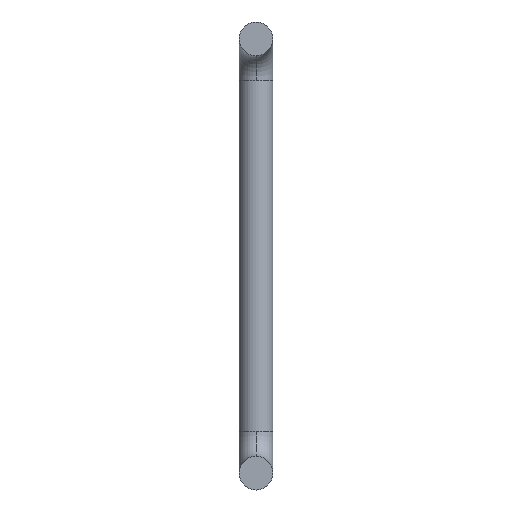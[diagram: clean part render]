
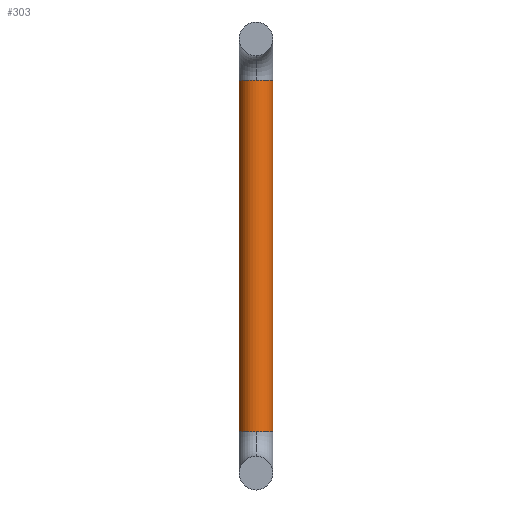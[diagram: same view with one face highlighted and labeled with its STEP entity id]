
A CAD part, front view. The second image highlights one B-rep face of the part: STEP entity #303.
In plain terms, the highlighted cylindrical face has radius 1.63 mm (diameter 3.26 mm), a partial arc.
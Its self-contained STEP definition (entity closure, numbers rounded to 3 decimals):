
#6 = CYLINDRICAL_SURFACE ( 'NONE', #100, 1.63 ) ;
#7 = EDGE_CURVE ( 'NONE', #224, #256, #332, .T. ) ;
#11 = DIRECTION ( 'NONE',  ( 1., 0., 0. ) ) ;
#13 = CARTESIAN_POINT ( 'NONE',  ( 0., 0., -17. ) ) ;
#15 = EDGE_CURVE ( 'NONE', #196, #277, #416, .T. ) ;
#25 = CIRCLE ( 'NONE', #45, 1.63 ) ;
#34 = EDGE_CURVE ( 'NONE', #387, #215, #99, .T. ) ;
#37 = CIRCLE ( 'NONE', #118, 1.63 ) ;
#40 = CARTESIAN_POINT ( 'NONE',  ( 0., 0., -17. ) ) ;
#44 = CARTESIAN_POINT ( 'NONE',  ( 1.63, 0., 17. ) ) ;
#45 = AXIS2_PLACEMENT_3D ( 'NONE', #234, #124, #379 ) ;
#50 = EDGE_LOOP ( 'NONE', ( #123, #370, #312, #81, #245, #253 ) ) ;
#65 = CARTESIAN_POINT ( 'NONE',  ( -1.63, 0., 17. ) ) ;
#68 = CARTESIAN_POINT ( 'NONE',  ( 0., -1.63, 17. ) ) ;
#74 = CARTESIAN_POINT ( 'NONE',  ( 0., 0., 17. ) ) ;
#81 = ORIENTED_EDGE ( 'NONE', *, *, #261, .T. ) ;
#87 = AXIS2_PLACEMENT_3D ( 'NONE', #266, #296, #293 ) ;
#95 = CARTESIAN_POINT ( 'NONE',  ( -1.63, 0., 17. ) ) ;
#99 = LINE ( 'NONE', #331, #135 ) ;
#100 = AXIS2_PLACEMENT_3D ( 'NONE', #74, #110, #216 ) ;
#106 = EDGE_CURVE ( 'NONE', #277, #387, #25, .T. ) ;
#110 = DIRECTION ( 'NONE',  ( 0., 0., -1. ) ) ;
#118 = AXIS2_PLACEMENT_3D ( 'NONE', #13, #268, #11 ) ;
#121 = CARTESIAN_POINT ( 'NONE',  ( 1.63, 0., -17. ) ) ;
#123 = ORIENTED_EDGE ( 'NONE', *, *, #34, .F. ) ;
#124 = DIRECTION ( 'NONE',  ( 0., 0., 1. ) ) ;
#127 = CARTESIAN_POINT ( 'NONE',  ( 0., -1.63, -17. ) ) ;
#128 = DIRECTION ( 'NONE',  ( 0., 0., -1. ) ) ;
#135 = VECTOR ( 'NONE', #128, 1000. ) ;
#162 = CARTESIAN_POINT ( 'NONE',  ( -1.63, 0., -17. ) ) ;
#178 = VECTOR ( 'NONE', #233, 1000. ) ;
#196 = VERTEX_POINT ( 'NONE', #65 ) ;
#199 = DIRECTION ( 'NONE',  ( 1., 0., 0. ) ) ;
#207 = FACE_OUTER_BOUND ( 'NONE', #50, .T. ) ;
#215 = VERTEX_POINT ( 'NONE', #121 ) ;
#216 = DIRECTION ( 'NONE',  ( -1., 0., 0. ) ) ;
#224 = VERTEX_POINT ( 'NONE', #162 ) ;
#233 = DIRECTION ( 'NONE',  ( 0., 0., -1. ) ) ;
#234 = CARTESIAN_POINT ( 'NONE',  ( 0., 0., 17. ) ) ;
#245 = ORIENTED_EDGE ( 'NONE', *, *, #7, .T. ) ;
#253 = ORIENTED_EDGE ( 'NONE', *, *, #364, .T. ) ;
#256 = VERTEX_POINT ( 'NONE', #127 ) ;
#261 = EDGE_CURVE ( 'NONE', #196, #224, #297, .T. ) ;
#266 = CARTESIAN_POINT ( 'NONE',  ( 0., 0., 17. ) ) ;
#268 = DIRECTION ( 'NONE',  ( 0., 0., 1. ) ) ;
#277 = VERTEX_POINT ( 'NONE', #68 ) ;
#293 = DIRECTION ( 'NONE',  ( 1., 0., 0. ) ) ;
#296 = DIRECTION ( 'NONE',  ( 0., 0., 1. ) ) ;
#297 = LINE ( 'NONE', #95, #178 ) ;
#303 = ADVANCED_FACE ( 'NONE', ( #207 ), #6, .T. ) ;
#312 = ORIENTED_EDGE ( 'NONE', *, *, #15, .F. ) ;
#331 = CARTESIAN_POINT ( 'NONE',  ( 1.63, 0., 17. ) ) ;
#332 = CIRCLE ( 'NONE', #381, 1.63 ) ;
#360 = DIRECTION ( 'NONE',  ( 0., 0., 1. ) ) ;
#364 = EDGE_CURVE ( 'NONE', #256, #215, #37, .T. ) ;
#370 = ORIENTED_EDGE ( 'NONE', *, *, #106, .F. ) ;
#379 = DIRECTION ( 'NONE',  ( 1., 0., 0. ) ) ;
#381 = AXIS2_PLACEMENT_3D ( 'NONE', #40, #360, #199 ) ;
#387 = VERTEX_POINT ( 'NONE', #44 ) ;
#416 = CIRCLE ( 'NONE', #87, 1.63 ) ;
